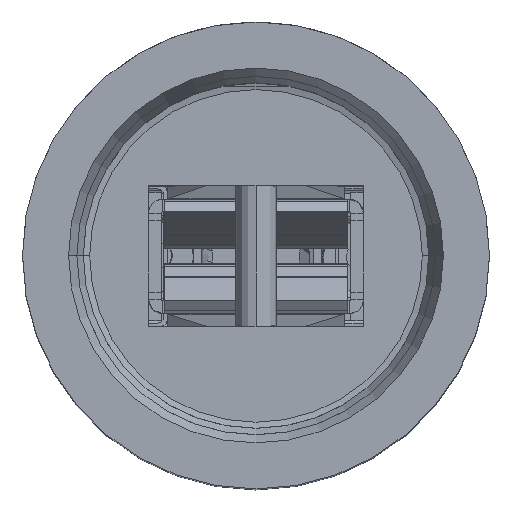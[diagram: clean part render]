
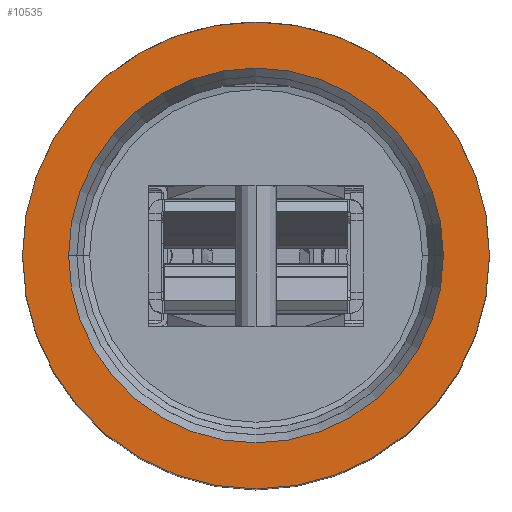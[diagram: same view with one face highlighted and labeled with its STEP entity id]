
A CAD part, top view. The second image highlights one B-rep face of the part: STEP entity #10535.
In plain terms, the highlighted planar face has unit normal (0, 0, 1).
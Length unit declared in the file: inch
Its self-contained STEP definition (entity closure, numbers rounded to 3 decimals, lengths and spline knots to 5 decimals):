
#876 = VERTEX_POINT ( 'NONE', #16153 ) ;
#894 = CARTESIAN_POINT ( 'NONE',  ( 0., 0., 0. ) ) ;
#1706 = DIRECTION ( 'NONE',  ( 0., 0., 1. ) ) ;
#1717 = AXIS2_PLACEMENT_3D ( 'NONE', #12890, #30013, #15352 ) ;
#2656 = CARTESIAN_POINT ( 'NONE',  ( -0.1825, 0., 0. ) ) ;
#3353 = DIRECTION ( 'NONE',  ( -1., 0., 0. ) ) ;
#3757 = AXIS2_PLACEMENT_3D ( 'NONE', #11256, #1706, #18873 ) ;
#4372 = FACE_BOUND ( 'NONE', #27335, .T. ) ;
#4916 = AXIS2_PLACEMENT_3D ( 'NONE', #13729, #30835, #16187 ) ;
#6972 = CIRCLE ( 'NONE', #4916, 0.1465 ) ;
#8628 = EDGE_LOOP ( 'NONE', ( #23252, #11912 ) ) ;
#8905 = CARTESIAN_POINT ( 'NONE',  ( -0.1465, 0., 0. ) ) ;
#10258 = ORIENTED_EDGE ( 'NONE', *, *, #27561, .T. ) ;
#10535 = ADVANCED_FACE ( 'NONE', ( #4372, #10889 ), #16401, .T. ) ;
#10889 = FACE_OUTER_BOUND ( 'NONE', #8628, .T. ) ;
#10926 = AXIS2_PLACEMENT_3D ( 'NONE', #894, #18055, #3353 ) ;
#11256 = CARTESIAN_POINT ( 'NONE',  ( 0., 0., 0. ) ) ;
#11912 = ORIENTED_EDGE ( 'NONE', *, *, #12820, .T. ) ;
#12414 = VERTEX_POINT ( 'NONE', #16739 ) ;
#12820 = EDGE_CURVE ( 'NONE', #29401, #12414, #16146, .T. ) ;
#12870 = ORIENTED_EDGE ( 'NONE', *, *, #24540, .T. ) ;
#12890 = CARTESIAN_POINT ( 'NONE',  ( 0., 0., 0. ) ) ;
#13523 = CARTESIAN_POINT ( 'NONE',  ( 0., 0., 0. ) ) ;
#13729 = CARTESIAN_POINT ( 'NONE',  ( 0., 0., 0. ) ) ;
#15352 = DIRECTION ( 'NONE',  ( 1., 0., 0. ) ) ;
#15980 = DIRECTION ( 'NONE',  ( 1., 0., 0. ) ) ;
#16146 = CIRCLE ( 'NONE', #1717, 0.1825 ) ;
#16153 = CARTESIAN_POINT ( 'NONE',  ( 0.1465, 0., 0. ) ) ;
#16187 = DIRECTION ( 'NONE',  ( -1., 0., 0. ) ) ;
#16401 = PLANE ( 'NONE',  #3757 ) ;
#16660 = VERTEX_POINT ( 'NONE', #8905 ) ;
#16739 = CARTESIAN_POINT ( 'NONE',  ( 0.1825, 0., 0. ) ) ;
#18055 = DIRECTION ( 'NONE',  ( 0., 0., -1. ) ) ;
#18873 = DIRECTION ( 'NONE',  ( 1., 0., 0. ) ) ;
#21537 = CIRCLE ( 'NONE', #29726, 0.1825 ) ;
#23252 = ORIENTED_EDGE ( 'NONE', *, *, #24483, .T. ) ;
#24483 = EDGE_CURVE ( 'NONE', #12414, #29401, #21537, .T. ) ;
#24540 = EDGE_CURVE ( 'NONE', #16660, #876, #6972, .T. ) ;
#27335 = EDGE_LOOP ( 'NONE', ( #10258, #12870 ) ) ;
#27561 = EDGE_CURVE ( 'NONE', #876, #16660, #29397, .T. ) ;
#29397 = CIRCLE ( 'NONE', #10926, 0.1465 ) ;
#29401 = VERTEX_POINT ( 'NONE', #2656 ) ;
#29726 = AXIS2_PLACEMENT_3D ( 'NONE', #13523, #30638, #15980 ) ;
#30013 = DIRECTION ( 'NONE',  ( 0., 0., 1. ) ) ;
#30638 = DIRECTION ( 'NONE',  ( 0., 0., 1. ) ) ;
#30835 = DIRECTION ( 'NONE',  ( 0., 0., -1. ) ) ;
